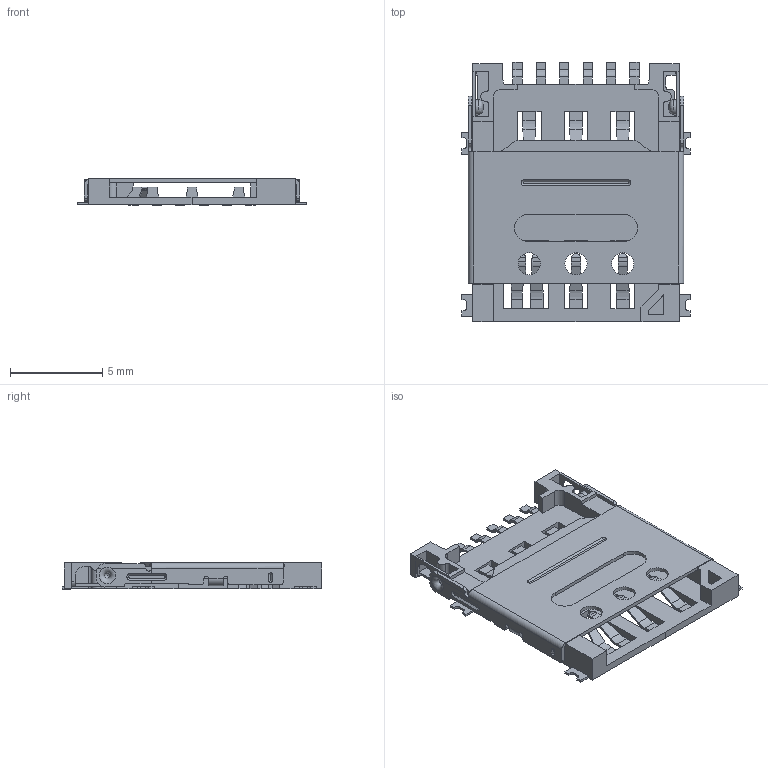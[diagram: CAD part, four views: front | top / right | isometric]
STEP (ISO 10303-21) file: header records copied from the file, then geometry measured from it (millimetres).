
FILE_DESCRIPTION(('FreeCAD Model'),'2;1');
FILE_NAME('Open CASCADE Shape Model','2024-10-02T17:46:38',( 'kicad StepUp'),('ksu MCAD'),'Open CASCADE STEP processor 7.8', 'FreeCAD','Unknown');
FILE_SCHEMA(('AUTOMOTIVE_DESIGN { 1 0 10303 214 1 1 1 1 }'));
Length unit declared in the file: millimetre
Products named in the file (1): nanoSIM_Hinged_CUI_NSIM-2-C
Bounding box: 12.4 x 14.1 x 1.43 mm (x, y, z)
Volume: 88.3 mm3; surface area: 575.6 mm2
Topology: 1 solids, 1 shells, 656 faces, 1751 edges, 1106 vertices
Faces by surface type: plane 462, cylinder 174, cone 14, torus 2, revolution 2, sphere 2
Full cylindrical faces by diameter (mm): 0.3 x2, 0.8 x2, 1.2 x3
Entity records: 24204 total; most frequent: CARTESIAN_POINT 3850, ORIENTED_EDGE 3498, DIRECTION 3448, EDGE_CURVE 1749, LINE 1254, VECTOR 1254, VERTEX_POINT 1106, AXIS2_PLACEMENT_3D 1096
